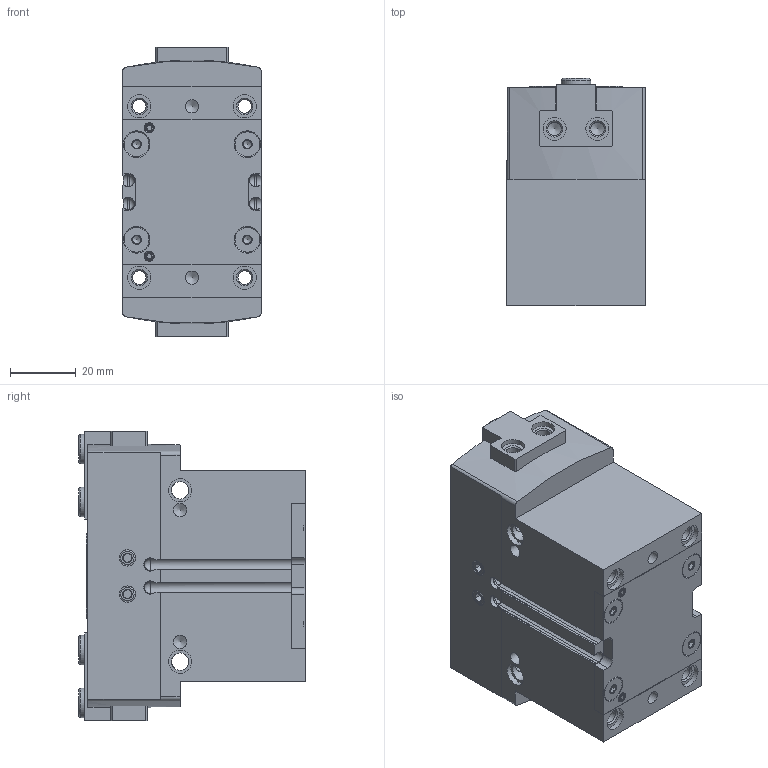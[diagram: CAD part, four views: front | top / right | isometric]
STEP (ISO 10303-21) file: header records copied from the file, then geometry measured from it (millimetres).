
FILE_DESCRIPTION(/* description */ ('STEP AP214'),/* implementation_level */ '2;1');
FILE_NAME(/* name */ '560214_HGPT-35-A-B-F-G1',/* time_stamp */ '2024-08-29T07:20:18+02:00',/* author */ ('License CC BY-ND 4.0'),/* organization */ ('CADENAS'),/* preprocessor_version */ 'ST-DEVELOPER v19.3',/* originating_system */ 'PARTsolutions',/* authorisation */ ' ');
FILE_SCHEMA (('AUTOMOTIVE_DESIGN {1 0 10303 214 3 1 1}'));
Length unit declared in the file: millimetre
Products named in the file (6): 560214 HGPT-35-A-B-F-G1---(0); 560214 HGPT-35-A-B-F-G1---(0)G; BBAC35880 HGPT-35-A-B-F; 8137184 ZBH-9-B; DIN-913 - M5x5; DIN-913 - M3x3
Assembly tree (13 placements, depth 2):
  560214 HGPT-35-A-B-F-G1---(0)
    560214 HGPT-35-A-B-F-G1---(0)G
    BBAC35880 HGPT-35-A-B-F  x2
    8137184 ZBH-9-B  x4
    DIN-913 - M5x5  x4
    DIN-913 - M3x3  x2
Bounding box: 42 x 68.8 x 88 mm (x, y, z)
Volume: 179504.6 mm3; surface area: 44604.3 mm2
Topology: 13 solids, 13 shells, 634 faces, 1406 edges, 842 vertices
Faces by surface type: plane 336, cone 160, cylinder 126, torus 8, sphere 4
Full cylindrical faces by diameter (mm): 2.459 x2, 3 x2, 4 x4, 4.134 x18, 4.2 x8, 5 x4, 5.3 x2, 6 x4, 6.3 x4, 7 x10, 7.53 x4, 8 x4, 8.1 x4, 9 x4, 9.2 x2
Entity records: 16114 total; most frequent: CARTESIAN_POINT 2580, DIRECTION 2262, ORIENTED_EDGE 1924, EDGE_CURVE 962, AXIS2_PLACEMENT_3D 880, FACE_BOUND 702, EDGE_LOOP 684, VERTEX_POINT 656
